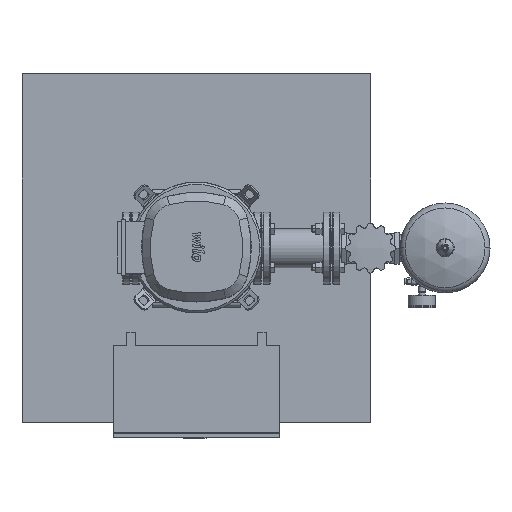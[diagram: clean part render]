
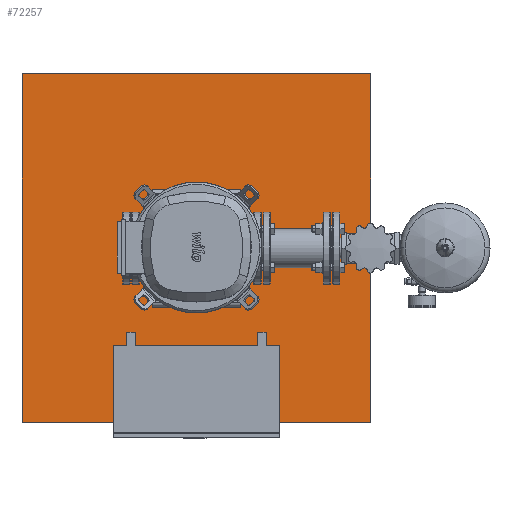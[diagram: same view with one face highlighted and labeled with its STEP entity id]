
A CAD part, top view. The second image highlights one B-rep face of the part: STEP entity #72257.
In plain terms, the highlighted planar face has unit normal (0, 0, 1).
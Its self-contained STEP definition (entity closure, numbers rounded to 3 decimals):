
#72218=CARTESIAN_POINT('',(-400.0,0.,125.0));
#72219=DIRECTION('',(0.0,0.0,1.0));
#72220=DIRECTION('',(0.0,-1.0,0.0));
#72221=AXIS2_PLACEMENT_3D('',#72218,#72219,#72220);
#72222=PLANE('',#72221);
#72223=CARTESIAN_POINT('',(400.0,-400.0,125.));
#72224=VERTEX_POINT('',#72223);
#72225=CARTESIAN_POINT('',(400.0,400.0,125.));
#72226=VERTEX_POINT('',#72225);
#72227=CARTESIAN_POINT('',(400.0,-400.0,125.));
#72228=DIRECTION('',(0.0,1.0,0.0));
#72229=VECTOR('',#72228,800.0);
#72230=LINE('',#72227,#72229);
#72231=EDGE_CURVE('',#72224,#72226,#72230,.T.);
#72232=ORIENTED_EDGE('',*,*,#72231,.T.);
#72233=CARTESIAN_POINT('',(-400.0,400.0,125.));
#72234=VERTEX_POINT('',#72233);
#72235=CARTESIAN_POINT('',(-400.0,400.0,125.));
#72236=DIRECTION('',(1.0,0.0,0.0));
#72237=VECTOR('',#72236,800.0);
#72238=LINE('',#72235,#72237);
#72239=EDGE_CURVE('',#72234,#72226,#72238,.T.);
#72240=ORIENTED_EDGE('',*,*,#72239,.F.);
#72241=CARTESIAN_POINT('',(-400.0,-400.0,125.));
#72242=VERTEX_POINT('',#72241);
#72243=CARTESIAN_POINT('',(-400.0,400.0,125.));
#72244=DIRECTION('',(0.0,-1.0,0.0));
#72245=VECTOR('',#72244,800.0);
#72246=LINE('',#72243,#72245);
#72247=EDGE_CURVE('',#72234,#72242,#72246,.T.);
#72248=ORIENTED_EDGE('',*,*,#72247,.T.);
#72249=CARTESIAN_POINT('',(-400.0,-400.0,125.));
#72250=DIRECTION('',(1.0,0.0,0.0));
#72251=VECTOR('',#72250,800.0);
#72252=LINE('',#72249,#72251);
#72253=EDGE_CURVE('',#72242,#72224,#72252,.T.);
#72254=ORIENTED_EDGE('',*,*,#72253,.T.);
#72255=EDGE_LOOP('',(#72232,#72240,#72248,#72254));
#72256=FACE_OUTER_BOUND('',#72255,.T.);
#72257=ADVANCED_FACE('',(#72256),#72222,.T.);
